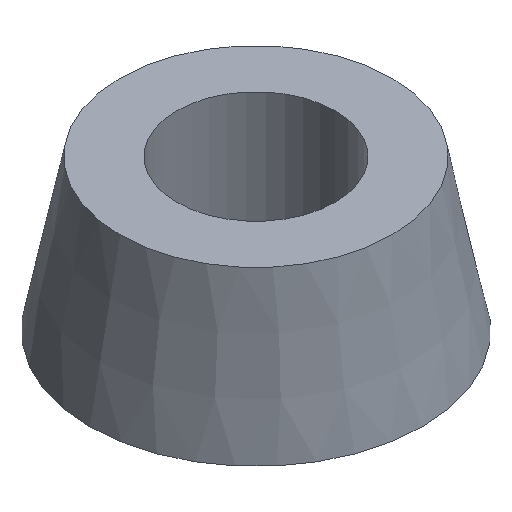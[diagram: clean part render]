
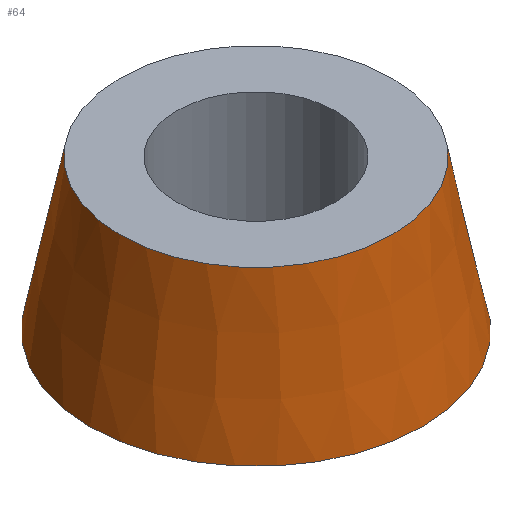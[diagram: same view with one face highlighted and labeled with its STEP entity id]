
A CAD part, isometric view. The second image highlights one B-rep face of the part: STEP entity #64.
In plain terms, the highlighted conical face has half-angle 11.31 degrees and reference radius 11 mm.
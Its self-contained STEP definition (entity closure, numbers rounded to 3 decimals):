
#15=CONICAL_SURFACE('',#86,11.,0.197);
#23=FACE_OUTER_BOUND('',#29,.T.);
#29=EDGE_LOOP('',(#56,#57,#58,#59));
#31=LINE('',#121,#33);
#33=VECTOR('',#106,11.);
#36=CIRCLE('',#83,9.);
#37=CIRCLE('',#85,11.);
#40=VERTEX_POINT('',#115);
#41=VERTEX_POINT('',#118);
#45=EDGE_CURVE('',#40,#40,#36,.T.);
#46=EDGE_CURVE('',#41,#41,#37,.T.);
#47=EDGE_CURVE('',#40,#41,#31,.T.);
#56=ORIENTED_EDGE('',*,*,#45,.T.);
#57=ORIENTED_EDGE('',*,*,#47,.T.);
#58=ORIENTED_EDGE('',*,*,#46,.T.);
#59=ORIENTED_EDGE('',*,*,#47,.F.);
#64=ADVANCED_FACE('',(#23),#15,.T.);
#83=AXIS2_PLACEMENT_3D('',#116,#98,#99);
#85=AXIS2_PLACEMENT_3D('',#119,#102,#103);
#86=AXIS2_PLACEMENT_3D('',#120,#104,#105);
#98=DIRECTION('center_axis',(0.,0.,-1.));
#99=DIRECTION('ref_axis',(1.,0.,0.));
#102=DIRECTION('center_axis',(0.,0.,1.));
#103=DIRECTION('ref_axis',(1.,0.,0.));
#104=DIRECTION('center_axis',(0.,0.,-1.));
#105=DIRECTION('ref_axis',(1.,0.,0.));
#106=DIRECTION('',(-0.196,0.,-0.981));
#115=CARTESIAN_POINT('',(-9.,0.,10.));
#116=CARTESIAN_POINT('Origin',(0.,0.,10.));
#118=CARTESIAN_POINT('',(-11.,0.,0.));
#119=CARTESIAN_POINT('Origin',(0.,0.,0.));
#120=CARTESIAN_POINT('Origin',(0.,0.,0.));
#121=CARTESIAN_POINT('',(-11.,0.,0.));
